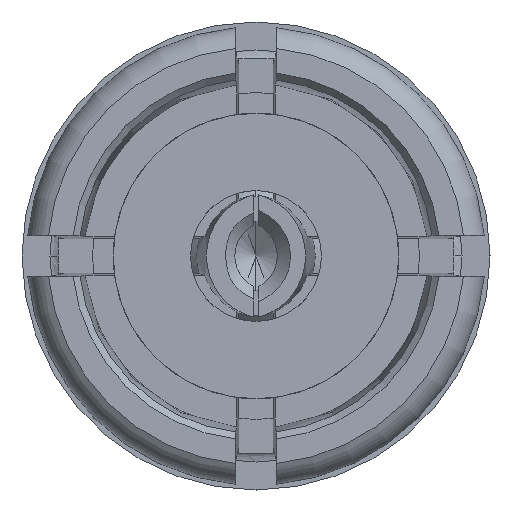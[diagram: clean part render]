
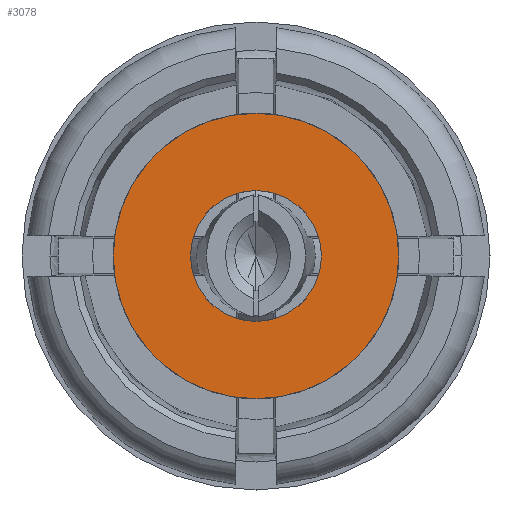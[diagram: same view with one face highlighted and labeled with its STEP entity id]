
A CAD part, left-side view. The second image highlights one B-rep face of the part: STEP entity #3078.
In plain terms, the highlighted planar face has unit normal (-1, 0, 0).
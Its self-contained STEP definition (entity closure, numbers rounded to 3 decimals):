
#525 = DIRECTION ( 'NONE',  ( 0., 0., -1. ) ) ;
#600 = CARTESIAN_POINT ( 'NONE',  ( 0.04, 0., -1.038 ) ) ;
#636 = DIRECTION ( 'NONE',  ( 1., 0., 0. ) ) ;
#701 = EDGE_LOOP ( 'NONE', ( #7003, #7903 ) ) ;
#963 = VERTEX_POINT ( 'NONE', #7410 ) ;
#1130 = CARTESIAN_POINT ( 'NONE',  ( 0.04, 0., 0. ) ) ;
#1352 = CARTESIAN_POINT ( 'NONE',  ( 0.04, 0., 0. ) ) ;
#1661 = FACE_OUTER_BOUND ( 'NONE', #701, .T. ) ;
#1857 = DIRECTION ( 'NONE',  ( 0., 0., -1. ) ) ;
#2096 = DIRECTION ( 'NONE',  ( 0., 0., -1. ) ) ;
#2505 = ORIENTED_EDGE ( 'NONE', *, *, #7865, .T. ) ;
#2546 = EDGE_CURVE ( 'NONE', #4116, #6328, #3589, .T. ) ;
#2942 = CARTESIAN_POINT ( 'NONE',  ( 0.04, 0., 0. ) ) ;
#3078 = ADVANCED_FACE ( 'NONE', ( #1661, #7025 ), #5010, .F. ) ;
#3589 = CIRCLE ( 'NONE', #4447, 1.038 ) ;
#3659 = DIRECTION ( 'NONE',  ( 0., 0., -1. ) ) ;
#3819 = CIRCLE ( 'NONE', #8716, 0.475 ) ;
#4051 = EDGE_LOOP ( 'NONE', ( #9059, #2505 ) ) ;
#4116 = VERTEX_POINT ( 'NONE', #5144 ) ;
#4232 = AXIS2_PLACEMENT_3D ( 'NONE', #1352, #6463, #2096 ) ;
#4447 = AXIS2_PLACEMENT_3D ( 'NONE', #9304, #4881, #525 ) ;
#4576 = EDGE_CURVE ( 'NONE', #6328, #4116, #6519, .T. ) ;
#4746 = CIRCLE ( 'NONE', #8909, 0.475 ) ;
#4881 = DIRECTION ( 'NONE',  ( 1., 0., 0. ) ) ;
#5010 = PLANE ( 'NONE',  #7338 ) ;
#5144 = CARTESIAN_POINT ( 'NONE',  ( 0.04, 0., 1.038 ) ) ;
#5746 = DIRECTION ( 'NONE',  ( 0., 0., -1. ) ) ;
#6211 = DIRECTION ( 'NONE',  ( 1., 0., 0. ) ) ;
#6328 = VERTEX_POINT ( 'NONE', #600 ) ;
#6340 = CARTESIAN_POINT ( 'NONE',  ( 0.04, 0., -0.475 ) ) ;
#6463 = DIRECTION ( 'NONE',  ( 1., 0., 0. ) ) ;
#6519 = CIRCLE ( 'NONE', #4232, 1.038 ) ;
#6684 = VERTEX_POINT ( 'NONE', #6340 ) ;
#7003 = ORIENTED_EDGE ( 'NONE', *, *, #4576, .F. ) ;
#7025 = FACE_BOUND ( 'NONE', #4051, .T. ) ;
#7338 = AXIS2_PLACEMENT_3D ( 'NONE', #8706, #636, #5746 ) ;
#7410 = CARTESIAN_POINT ( 'NONE',  ( 0.04, 0., 0.475 ) ) ;
#7865 = EDGE_CURVE ( 'NONE', #963, #6684, #4746, .T. ) ;
#7903 = ORIENTED_EDGE ( 'NONE', *, *, #2546, .F. ) ;
#8067 = DIRECTION ( 'NONE',  ( 1., 0., 0. ) ) ;
#8157 = EDGE_CURVE ( 'NONE', #6684, #963, #3819, .T. ) ;
#8706 = CARTESIAN_POINT ( 'NONE',  ( 0.04, 0.475, 0. ) ) ;
#8716 = AXIS2_PLACEMENT_3D ( 'NONE', #1130, #6211, #1857 ) ;
#8909 = AXIS2_PLACEMENT_3D ( 'NONE', #2942, #8067, #3659 ) ;
#9059 = ORIENTED_EDGE ( 'NONE', *, *, #8157, .T. ) ;
#9304 = CARTESIAN_POINT ( 'NONE',  ( 0.04, 0., 0. ) ) ;
